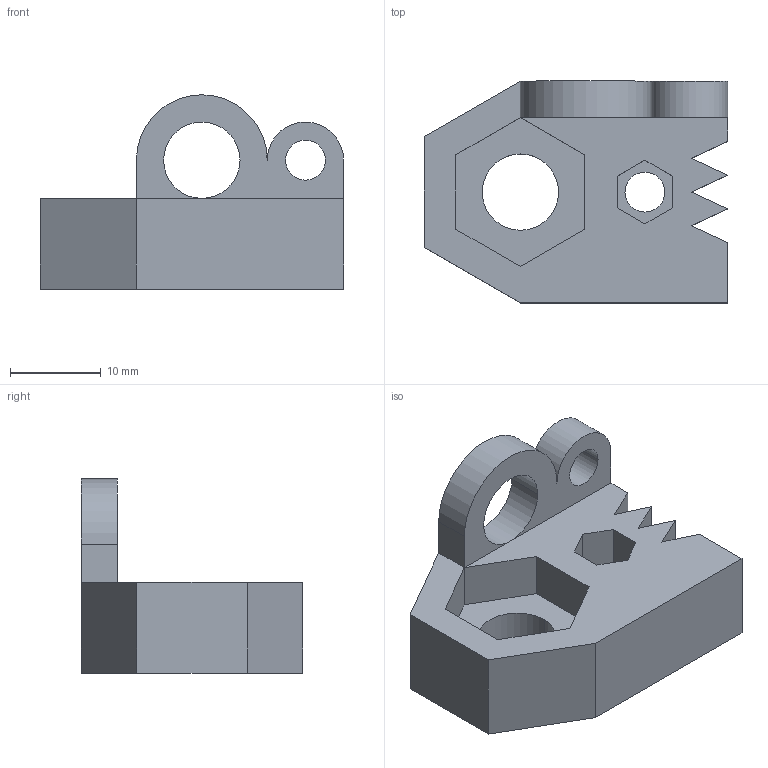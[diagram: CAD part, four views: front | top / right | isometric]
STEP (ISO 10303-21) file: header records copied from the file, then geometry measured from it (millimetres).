
FILE_DESCRIPTION (( 'STEP AP214' ), '1' );
FILE_NAME ('calibration.STEP', '2011-03-10T04:52:17', ( 'Dogma' ), ( '' ), 'SwSTEP 2.0', 'SolidWorks 2011', '' );
FILE_SCHEMA (( 'AUTOMOTIVE_DESIGN' ));
Length unit declared in the file: millimetre
Products named in the file (1): calibration
Bounding box: 33.37 x 24.4 x 21.4 mm (x, y, z)
Volume: 6426.7 mm3; surface area: 3599 mm2
Topology: 1 solids, 1 shells, 41 faces, 112 edges, 73 vertices
Faces by surface type: plane 31, cylinder 10
Entity records: 1337 total; most frequent: CARTESIAN_POINT 227, ORIENTED_EDGE 224, DIRECTION 217, EDGE_CURVE 112, VECTOR 91, LINE 91, VERTEX_POINT 73, AXIS2_PLACEMENT_3D 63
